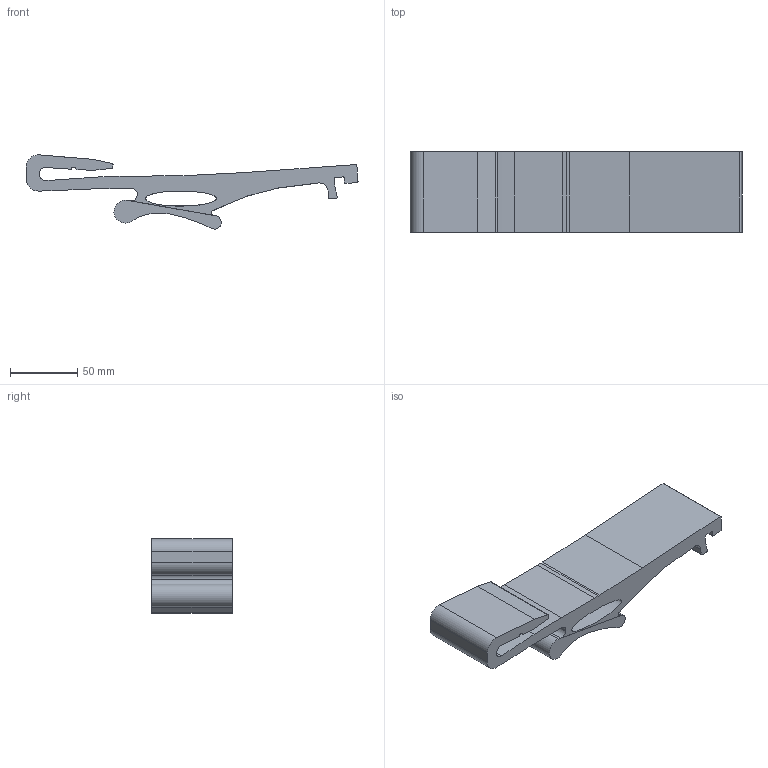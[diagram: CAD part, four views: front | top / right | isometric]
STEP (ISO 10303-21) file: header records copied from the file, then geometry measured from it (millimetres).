
FILE_DESCRIPTION(/* description */ (''),/* implementation_level */ '2;1');
FILE_NAME(/* name */ 'atlas-headrest-adapter v12.step',/* time_stamp */ '2022-12-28T11:32:37+02:00',/* author */ (''),/* organization */ (''),/* preprocessor_version */ 'ST-DEVELOPER v19.2',/* originating_system */ 'Autodesk Translation Framework v11.17.0.187',/* authorisation */ '');
FILE_SCHEMA (('AUTOMOTIVE_DESIGN { 1 0 10303 214 3 1 1 }'));
Length unit declared in the file: millimetre
Products named in the file (2): atlas-headrest-adapter; Component1
Assembly tree (1 placements, depth 2):
  atlas-headrest-adapter
    Component1
Bounding box: 246.38 x 60.01 x 55.08 mm (x, y, z)
Volume: 272627.2 mm3; surface area: 60859.9 mm2
Topology: 1 solids, 1 shells, 66 faces, 191 edges, 127 vertices
Faces by surface type: plane 27, cylinder 25, bspline 14
Entity records: 2614 total; most frequent: CARTESIAN_POINT 894, ORIENTED_EDGE 382, DIRECTION 311, EDGE_CURVE 191, VERTEX_POINT 127, AXIS2_PLACEMENT_3D 107, LINE 97, VECTOR 97
